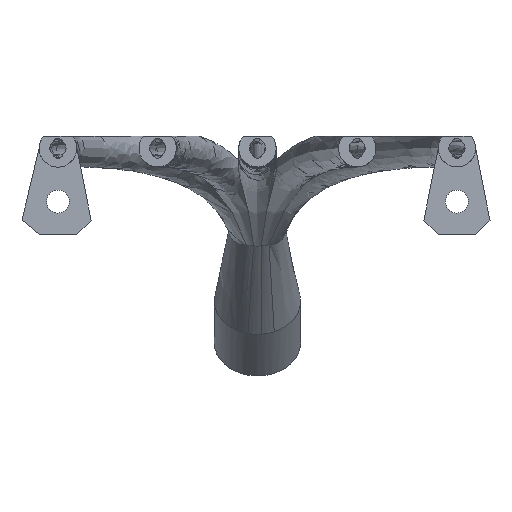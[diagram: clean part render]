
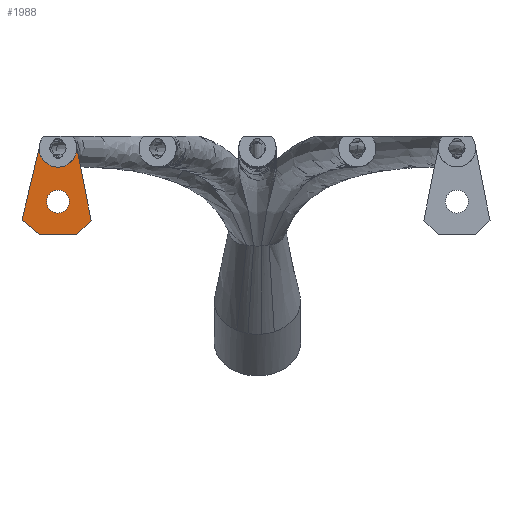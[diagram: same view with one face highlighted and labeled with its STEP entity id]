
A CAD part, front view. The second image highlights one B-rep face of the part: STEP entity #1988.
In plain terms, the highlighted planar face has unit normal (0, -1, 0).
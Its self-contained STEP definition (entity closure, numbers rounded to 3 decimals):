
#80=FACE_BOUND('',#263,.T.);
#99=PLANE('',#2130);
#143=FACE_OUTER_BOUND('',#262,.T.);
#262=EDGE_LOOP('',(#1393,#1394,#1395,#1396,#1397,#1398));
#263=EDGE_LOOP('',(#1399));
#376=CIRCLE('',#2122,1.6);
#378=CIRCLE('',#2131,2.625);
#609=LINE('',#3201,#702);
#612=LINE('',#3207,#705);
#615=LINE('',#3213,#708);
#618=LINE('',#3219,#711);
#621=LINE('',#3225,#714);
#702=VECTOR('',#2269,10.);
#705=VECTOR('',#2274,10.);
#708=VECTOR('',#2279,10.);
#711=VECTOR('',#2284,10.);
#714=VECTOR('',#2289,10.);
#816=VERTEX_POINT('',#3191);
#819=VERTEX_POINT('',#3198);
#820=VERTEX_POINT('',#3200);
#822=VERTEX_POINT('',#3206);
#824=VERTEX_POINT('',#3212);
#826=VERTEX_POINT('',#3218);
#828=VERTEX_POINT('',#3224);
#1031=EDGE_CURVE('',#816,#816,#376,.T.);
#1035=EDGE_CURVE('',#820,#819,#609,.T.);
#1038=EDGE_CURVE('',#822,#820,#612,.T.);
#1041=EDGE_CURVE('',#824,#822,#615,.T.);
#1044=EDGE_CURVE('',#826,#824,#618,.T.);
#1047=EDGE_CURVE('',#828,#826,#621,.T.);
#1050=EDGE_CURVE('',#819,#828,#378,.T.);
#1393=ORIENTED_EDGE('',*,*,#1047,.T.);
#1394=ORIENTED_EDGE('',*,*,#1044,.T.);
#1395=ORIENTED_EDGE('',*,*,#1041,.T.);
#1396=ORIENTED_EDGE('',*,*,#1038,.T.);
#1397=ORIENTED_EDGE('',*,*,#1035,.T.);
#1398=ORIENTED_EDGE('',*,*,#1050,.T.);
#1399=ORIENTED_EDGE('',*,*,#1031,.T.);
#1988=ADVANCED_FACE('',(#143,#80),#99,.F.);
#2122=AXIS2_PLACEMENT_3D('',#3192,#2262,#2263);
#2130=AXIS2_PLACEMENT_3D('',#3229,#2295,#2296);
#2131=AXIS2_PLACEMENT_3D('',#3230,#2297,#2298);
#2262=DIRECTION('center_axis',(0.,1.,0.));
#2263=DIRECTION('ref_axis',(1.,0.,0.));
#2269=DIRECTION('',(-0.196,0.,0.981));
#2274=DIRECTION('',(0.707,0.,0.707));
#2279=DIRECTION('',(1.,0.,0.));
#2284=DIRECTION('',(0.765,0.,-0.644));
#2289=DIRECTION('',(-0.231,0.,-0.973));
#2295=DIRECTION('center_axis',(0.,1.,0.));
#2296=DIRECTION('ref_axis',(1.,0.,0.));
#2297=DIRECTION('center_axis',(0.,1.,0.));
#2298=DIRECTION('ref_axis',(1.,0.,0.));
#3191=CARTESIAN_POINT('',(-1.601,-4.,-7.425));
#3192=CARTESIAN_POINT('Origin',(-0.001,-4.,-7.425));
#3198=CARTESIAN_POINT('',(2.625,-4.,0.));
#3200=CARTESIAN_POINT('',(4.625,-4.,-10.));
#3201=CARTESIAN_POINT('',(4.625,-4.,-10.));
#3206=CARTESIAN_POINT('',(2.625,-4.,-12.));
#3207=CARTESIAN_POINT('',(2.625,-4.,-12.));
#3212=CARTESIAN_POINT('',(-2.625,-4.,-12.));
#3213=CARTESIAN_POINT('',(2.625,-4.,-12.));
#3218=CARTESIAN_POINT('',(-5.,-4.,-10.));
#3219=CARTESIAN_POINT('',(-5.,-4.,-10.));
#3224=CARTESIAN_POINT('',(-2.625,-4.,0.));
#3225=CARTESIAN_POINT('',(-5.,-4.,-10.));
#3229=CARTESIAN_POINT('Origin',(-0.188,-4.,-6.));
#3230=CARTESIAN_POINT('Origin',(0.,-4.,0.));
